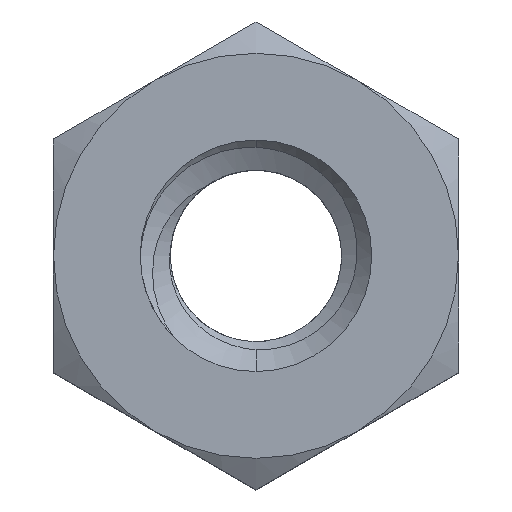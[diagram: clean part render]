
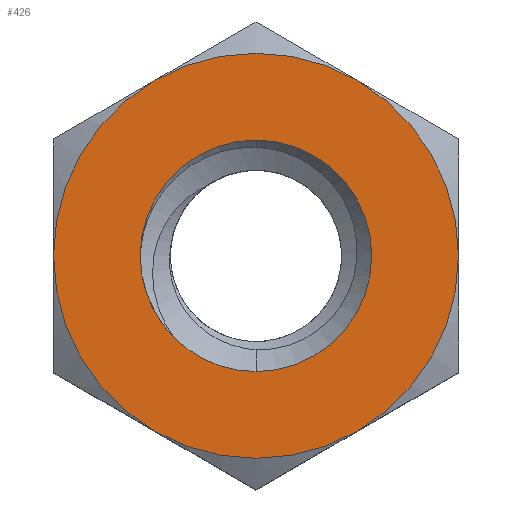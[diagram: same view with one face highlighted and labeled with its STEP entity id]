
A CAD part, top view. The second image highlights one B-rep face of the part: STEP entity #426.
In plain terms, the highlighted planar face has unit normal (0, 0, 1).
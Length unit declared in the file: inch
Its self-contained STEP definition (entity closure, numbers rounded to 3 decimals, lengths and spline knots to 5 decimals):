
#45 = DIRECTION ( 'NONE',  ( 1., 0., 0. ) ) ;
#52 = CARTESIAN_POINT ( 'NONE',  ( -0.21875, 0.1263, 0.10938 ) ) ;
#68 = CARTESIAN_POINT ( 'NONE',  ( 0., 0., 0.10938 ) ) ;
#71 = EDGE_LOOP ( 'NONE', ( #1018, #1641, #1135, #1573 ) ) ;
#81 = AXIS2_PLACEMENT_3D ( 'NONE', #290, #1440, #1446 ) ;
#92 = CARTESIAN_POINT ( 'NONE',  ( 0., 0., 0.10938 ) ) ;
#123 = CIRCLE ( 'NONE', #374, 0.21875 ) ;
#137 = CARTESIAN_POINT ( 'NONE',  ( 0., 0., 0.10938 ) ) ;
#147 = CARTESIAN_POINT ( 'NONE',  ( -0.10938, 0.18944, 0.10938 ) ) ;
#217 = DIRECTION ( 'NONE',  ( 0., 0., 1. ) ) ;
#218 = AXIS2_PLACEMENT_3D ( 'NONE', #1294, #967, #785 ) ;
#228 = AXIS2_PLACEMENT_3D ( 'NONE', #52, #1849, #45 ) ;
#232 = DIRECTION ( 'NONE',  ( 0., 0., 1. ) ) ;
#251 = EDGE_CURVE ( 'NONE', #2088, #1501, #1495, .T. ) ;
#257 = CARTESIAN_POINT ( 'NONE',  ( -0.08839, -0.08839, 0.10938 ) ) ;
#290 = CARTESIAN_POINT ( 'NONE',  ( 0., 0., 0.10938 ) ) ;
#294 = CARTESIAN_POINT ( 'NONE',  ( 0., 0., 0.10938 ) ) ;
#296 = FACE_OUTER_BOUND ( 'NONE', #793, .T. ) ;
#297 = EDGE_CURVE ( 'NONE', #1185, #1222, #1962, .T. ) ;
#304 = DIRECTION ( 'NONE',  ( 0., 0., 1. ) ) ;
#307 = VERTEX_POINT ( 'NONE', #448 ) ;
#367 = VERTEX_POINT ( 'NONE', #257 ) ;
#374 = AXIS2_PLACEMENT_3D ( 'NONE', #137, #304, #632 ) ;
#377 = CARTESIAN_POINT ( 'NONE',  ( 0.10937, 0.18944, 0.10938 ) ) ;
#388 = DIRECTION ( 'NONE',  ( 0., 0., 1. ) ) ;
#426 = ADVANCED_FACE ( 'NONE', ( #989, #296 ), #707, .T. ) ;
#443 = ORIENTED_EDGE ( 'NONE', *, *, #1800, .T. ) ;
#448 = CARTESIAN_POINT ( 'NONE',  ( 0.10937, -0.18944, 0.10938 ) ) ;
#472 = CARTESIAN_POINT ( 'NONE',  ( 0., -0.125, 0.10938 ) ) ;
#485 = AXIS2_PLACEMENT_3D ( 'NONE', #2108, #799, #2089 ) ;
#539 = CARTESIAN_POINT ( 'NONE',  ( 0., 0., 0.10938 ) ) ;
#608 = DIRECTION ( 'NONE',  ( 1., 0., 0. ) ) ;
#632 = DIRECTION ( 'NONE',  ( 1., 0., 0. ) ) ;
#658 = CARTESIAN_POINT ( 'NONE',  ( -0.125, 0., 0.10938 ) ) ;
#707 = PLANE ( 'NONE',  #228 ) ;
#711 = EDGE_CURVE ( 'NONE', #1222, #307, #965, .T. ) ;
#754 = DIRECTION ( 'NONE',  ( 0., 0., 1. ) ) ;
#766 = CARTESIAN_POINT ( 'NONE',  ( 0., 0., 0.10938 ) ) ;
#785 = DIRECTION ( 'NONE',  ( 1., 0., 0. ) ) ;
#793 = EDGE_LOOP ( 'NONE', ( #1521, #443, #945, #840, #1549, #805 ) ) ;
#799 = DIRECTION ( 'NONE',  ( 0., 0., 1. ) ) ;
#805 = ORIENTED_EDGE ( 'NONE', *, *, #711, .T. ) ;
#809 = EDGE_CURVE ( 'NONE', #1417, #2056, #1203, .T. ) ;
#825 = VERTEX_POINT ( 'NONE', #472 ) ;
#840 = ORIENTED_EDGE ( 'NONE', *, *, #1542, .T. ) ;
#886 = EDGE_CURVE ( 'NONE', #825, #1417, #1031, .T. ) ;
#914 = DIRECTION ( 'NONE',  ( 1., 0., 0. ) ) ;
#945 = ORIENTED_EDGE ( 'NONE', *, *, #251, .T. ) ;
#965 = CIRCLE ( 'NONE', #1442, 0.21875 ) ;
#967 = DIRECTION ( 'NONE',  ( 0., 0., 1. ) ) ;
#972 = DIRECTION ( 'NONE',  ( 1., 0., 0. ) ) ;
#973 = CIRCLE ( 'NONE', #218, 0.21875 ) ;
#989 = FACE_BOUND ( 'NONE', #71, .T. ) ;
#1018 = ORIENTED_EDGE ( 'NONE', *, *, #1116, .F. ) ;
#1023 = DIRECTION ( 'NONE',  ( 1., 0., 0. ) ) ;
#1029 = CIRCLE ( 'NONE', #485, 0.125 ) ;
#1031 = CIRCLE ( 'NONE', #1050, 0.125 ) ;
#1045 = AXIS2_PLACEMENT_3D ( 'NONE', #92, #1106, #608 ) ;
#1050 = AXIS2_PLACEMENT_3D ( 'NONE', #1369, #388, #1023 ) ;
#1064 = DIRECTION ( 'NONE',  ( 1., 0., 0. ) ) ;
#1106 = DIRECTION ( 'NONE',  ( 0., 0., 1. ) ) ;
#1116 = EDGE_CURVE ( 'NONE', #367, #825, #1696, .T. ) ;
#1135 = ORIENTED_EDGE ( 'NONE', *, *, #809, .F. ) ;
#1185 = VERTEX_POINT ( 'NONE', #1275 ) ;
#1203 = CIRCLE ( 'NONE', #81, 0.125 ) ;
#1213 = AXIS2_PLACEMENT_3D ( 'NONE', #294, #1953, #972 ) ;
#1222 = VERTEX_POINT ( 'NONE', #1940 ) ;
#1232 = CIRCLE ( 'NONE', #1213, 0.21875 ) ;
#1240 = CARTESIAN_POINT ( 'NONE',  ( 0.21875, 0., 0.10938 ) ) ;
#1268 = AXIS2_PLACEMENT_3D ( 'NONE', #68, #232, #1064 ) ;
#1275 = CARTESIAN_POINT ( 'NONE',  ( -0.21875, 0., 0.10938 ) ) ;
#1294 = CARTESIAN_POINT ( 'NONE',  ( 0., 0., 0.10938 ) ) ;
#1369 = CARTESIAN_POINT ( 'NONE',  ( 0., 0., 0.10938 ) ) ;
#1417 = VERTEX_POINT ( 'NONE', #1492 ) ;
#1440 = DIRECTION ( 'NONE',  ( 0., 0., 1. ) ) ;
#1442 = AXIS2_PLACEMENT_3D ( 'NONE', #539, #217, #1693 ) ;
#1446 = DIRECTION ( 'NONE',  ( 1., 0., 0. ) ) ;
#1492 = CARTESIAN_POINT ( 'NONE',  ( 0., 0.125, 0.10938 ) ) ;
#1495 = CIRCLE ( 'NONE', #1783, 0.21875 ) ;
#1501 = VERTEX_POINT ( 'NONE', #147 ) ;
#1521 = ORIENTED_EDGE ( 'NONE', *, *, #1745, .T. ) ;
#1542 = EDGE_CURVE ( 'NONE', #1501, #1185, #1232, .T. ) ;
#1549 = ORIENTED_EDGE ( 'NONE', *, *, #297, .T. ) ;
#1573 = ORIENTED_EDGE ( 'NONE', *, *, #886, .F. ) ;
#1641 = ORIENTED_EDGE ( 'NONE', *, *, #1867, .F. ) ;
#1693 = DIRECTION ( 'NONE',  ( 1., 0., 0. ) ) ;
#1696 = CIRCLE ( 'NONE', #1268, 0.125 ) ;
#1730 = VERTEX_POINT ( 'NONE', #1240 ) ;
#1745 = EDGE_CURVE ( 'NONE', #307, #1730, #973, .T. ) ;
#1783 = AXIS2_PLACEMENT_3D ( 'NONE', #766, #754, #914 ) ;
#1800 = EDGE_CURVE ( 'NONE', #1730, #2088, #123, .T. ) ;
#1849 = DIRECTION ( 'NONE',  ( 0., 0., 1. ) ) ;
#1867 = EDGE_CURVE ( 'NONE', #2056, #367, #1029, .T. ) ;
#1940 = CARTESIAN_POINT ( 'NONE',  ( -0.10937, -0.18944, 0.10938 ) ) ;
#1953 = DIRECTION ( 'NONE',  ( 0., 0., 1. ) ) ;
#1962 = CIRCLE ( 'NONE', #1045, 0.21875 ) ;
#2056 = VERTEX_POINT ( 'NONE', #658 ) ;
#2088 = VERTEX_POINT ( 'NONE', #377 ) ;
#2089 = DIRECTION ( 'NONE',  ( 1., 0., 0. ) ) ;
#2108 = CARTESIAN_POINT ( 'NONE',  ( 0., 0., 0.10938 ) ) ;
